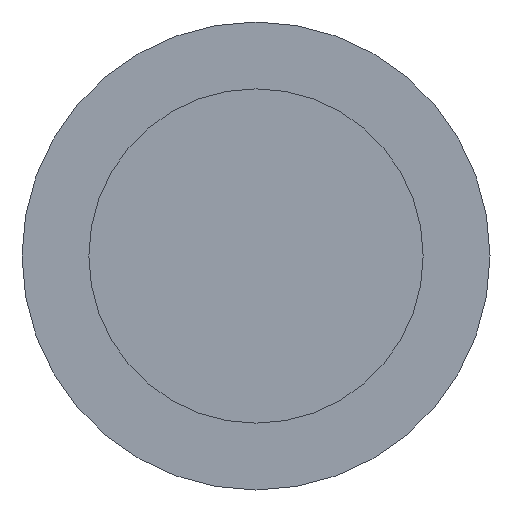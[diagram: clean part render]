
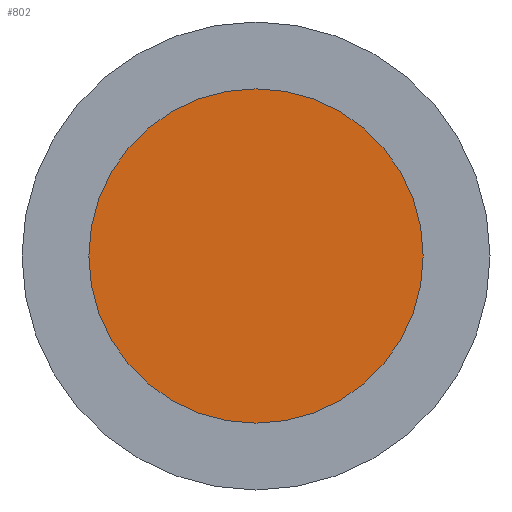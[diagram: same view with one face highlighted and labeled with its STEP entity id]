
A CAD part, left-side view. The second image highlights one B-rep face of the part: STEP entity #802.
In plain terms, the highlighted planar face has unit normal (-1, 0, 0).
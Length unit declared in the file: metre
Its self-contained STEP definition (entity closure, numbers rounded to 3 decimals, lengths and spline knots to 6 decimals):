
#40 = EDGE_CURVE ( 'NONE', #656, #673, #428, .T. ) ;
#74 = CARTESIAN_POINT ( 'NONE',  ( 0.01, 0., 0. ) ) ;
#151 = DIRECTION ( 'NONE',  ( 1., 0., 0. ) ) ;
#162 = DIRECTION ( 'NONE',  ( 0., 0., -1. ) ) ;
#201 = DIRECTION ( 'NONE',  ( 0., 0., -1. ) ) ;
#253 = FACE_OUTER_BOUND ( 'NONE', #523, .T. ) ;
#375 = CARTESIAN_POINT ( 'NONE',  ( 0.01, 0., -0.025 ) ) ;
#428 = CIRCLE ( 'NONE', #811, 0.025 ) ;
#430 = CARTESIAN_POINT ( 'NONE',  ( 0.01, 0., 0. ) ) ;
#457 = DIRECTION ( 'NONE',  ( 1., 0., 0. ) ) ;
#523 = EDGE_LOOP ( 'NONE', ( #873, #780 ) ) ;
#532 = CARTESIAN_POINT ( 'NONE',  ( 0.01, 0., 0. ) ) ;
#602 = DIRECTION ( 'NONE',  ( 0., 0., -1. ) ) ;
#609 = PLANE ( 'NONE',  #715 ) ;
#640 = EDGE_CURVE ( 'NONE', #673, #656, #814, .T. ) ;
#656 = VERTEX_POINT ( 'NONE', #375 ) ;
#661 = DIRECTION ( 'NONE',  ( 1., 0., 0. ) ) ;
#673 = VERTEX_POINT ( 'NONE', #689 ) ;
#689 = CARTESIAN_POINT ( 'NONE',  ( 0.01, 0., 0.025 ) ) ;
#715 = AXIS2_PLACEMENT_3D ( 'NONE', #74, #151, #162 ) ;
#779 = AXIS2_PLACEMENT_3D ( 'NONE', #532, #457, #602 ) ;
#780 = ORIENTED_EDGE ( 'NONE', *, *, #40, .F. ) ;
#802 = ADVANCED_FACE ( 'NONE', ( #253 ), #609, .F. ) ;
#811 = AXIS2_PLACEMENT_3D ( 'NONE', #430, #661, #201 ) ;
#814 = CIRCLE ( 'NONE', #779, 0.025 ) ;
#873 = ORIENTED_EDGE ( 'NONE', *, *, #640, .F. ) ;
